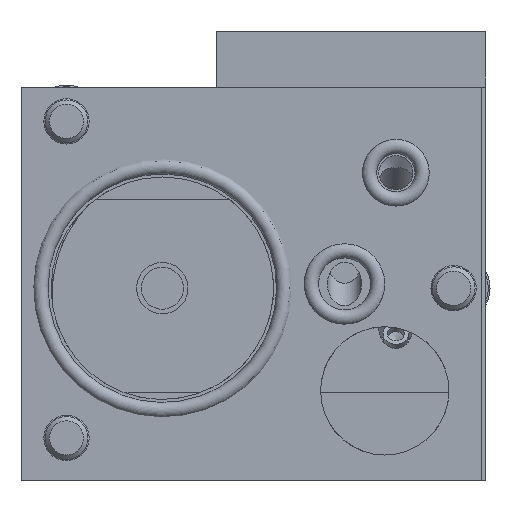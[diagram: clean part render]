
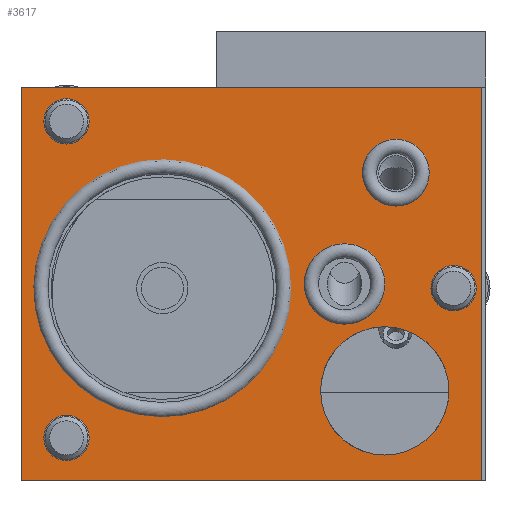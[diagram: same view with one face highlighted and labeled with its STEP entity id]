
A CAD part, front view. The second image highlights one B-rep face of the part: STEP entity #3617.
In plain terms, the highlighted planar face has unit normal (0, -1, 0).
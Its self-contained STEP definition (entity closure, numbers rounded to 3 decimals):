
#141=PLANE('',#3874);
#259=LINE('',#5193,#404);
#263=LINE('',#5203,#408);
#265=LINE('',#5206,#410);
#270=LINE('',#5235,#415);
#404=VECTOR('',#4295,1000.);
#408=VECTOR('',#4305,1000.);
#410=VECTOR('',#4309,1000.);
#415=VECTOR('',#4338,1000.);
#521=CIRCLE('',#3832,2.65);
#541=CIRCLE('',#3875,7.5);
#542=CIRCLE('',#3876,14.825);
#543=CIRCLE('',#3877,4.7);
#544=CIRCLE('',#3878,3.9);
#545=CIRCLE('',#3879,2.65);
#546=CIRCLE('',#3880,2.65);
#741=ORIENTED_EDGE('',*,*,#1373,.T.);
#742=ORIENTED_EDGE('',*,*,#1374,.T.);
#743=ORIENTED_EDGE('',*,*,#1305,.F.);
#744=ORIENTED_EDGE('',*,*,#1375,.T.);
#745=ORIENTED_EDGE('',*,*,#1376,.T.);
#746=ORIENTED_EDGE('',*,*,#1377,.F.);
#747=ORIENTED_EDGE('',*,*,#1378,.F.);
#748=ORIENTED_EDGE('',*,*,#1362,.T.);
#749=ORIENTED_EDGE('',*,*,#1379,.T.);
#750=ORIENTED_EDGE('',*,*,#1364,.T.);
#751=ORIENTED_EDGE('',*,*,#1357,.T.);
#1305=EDGE_CURVE('',#1629,#1629,#521,.T.);
#1357=EDGE_CURVE('',#1676,#1678,#259,.T.);
#1362=EDGE_CURVE('',#1678,#1681,#263,.T.);
#1364=EDGE_CURVE('',#1682,#1676,#265,.T.);
#1373=EDGE_CURVE('',#1688,#1688,#541,.T.);
#1374=EDGE_CURVE('',#1689,#1689,#542,.T.);
#1375=EDGE_CURVE('',#1690,#1690,#543,.T.);
#1376=EDGE_CURVE('',#1691,#1691,#544,.T.);
#1377=EDGE_CURVE('',#1692,#1692,#545,.T.);
#1378=EDGE_CURVE('',#1693,#1693,#546,.T.);
#1379=EDGE_CURVE('',#1681,#1682,#270,.T.);
#1629=VERTEX_POINT('',#5072);
#1676=VERTEX_POINT('',#5188);
#1678=VERTEX_POINT('',#5192);
#1681=VERTEX_POINT('',#5202);
#1682=VERTEX_POINT('',#5207);
#1688=VERTEX_POINT('',#5224);
#1689=VERTEX_POINT('',#5226);
#1690=VERTEX_POINT('',#5228);
#1691=VERTEX_POINT('',#5230);
#1692=VERTEX_POINT('',#5232);
#1693=VERTEX_POINT('',#5234);
#1949=EDGE_LOOP('',(#741));
#1950=EDGE_LOOP('',(#742));
#1951=EDGE_LOOP('',(#743));
#1952=EDGE_LOOP('',(#744));
#1953=EDGE_LOOP('',(#745));
#1954=EDGE_LOOP('',(#746));
#1955=EDGE_LOOP('',(#747));
#1956=EDGE_LOOP('',(#748,#749,#750,#751));
#2263=FACE_BOUND('',#1949,.T.);
#2264=FACE_BOUND('',#1950,.T.);
#2265=FACE_BOUND('',#1951,.T.);
#2266=FACE_BOUND('',#1952,.T.);
#2267=FACE_BOUND('',#1953,.T.);
#2268=FACE_BOUND('',#1954,.T.);
#2269=FACE_BOUND('',#1955,.T.);
#2270=FACE_BOUND('',#1956,.T.);
#3617=ADVANCED_FACE('',(#2263,#2264,#2265,#2266,#2267,#2268,#2269,#2270),
#141,.T.);
#3832=AXIS2_PLACEMENT_3D('',#5071,#4201,#4202);
#3874=AXIS2_PLACEMENT_3D('',#5222,#4324,#4325);
#3875=AXIS2_PLACEMENT_3D('',#5223,#4326,#4327);
#3876=AXIS2_PLACEMENT_3D('',#5225,#4328,#4329);
#3877=AXIS2_PLACEMENT_3D('',#5227,#4330,#4331);
#3878=AXIS2_PLACEMENT_3D('',#5229,#4332,#4333);
#3879=AXIS2_PLACEMENT_3D('',#5231,#4334,#4335);
#3880=AXIS2_PLACEMENT_3D('',#5233,#4336,#4337);
#4201=DIRECTION('',(0.,-1.,0.));
#4202=DIRECTION('',(1.,0.,0.));
#4295=DIRECTION('',(0.,0.,-1.));
#4305=DIRECTION('',(1.,0.,0.));
#4309=DIRECTION('',(-1.,0.,0.));
#4324=DIRECTION('',(0.,-1.,0.));
#4325=DIRECTION('',(0.,0.,-1.));
#4326=DIRECTION('',(0.,1.,0.));
#4327=DIRECTION('',(0.,0.,-1.));
#4328=DIRECTION('',(0.,1.,0.));
#4329=DIRECTION('',(0.,0.,-1.));
#4330=DIRECTION('',(0.,1.,0.));
#4331=DIRECTION('',(0.,0.,-1.));
#4332=DIRECTION('',(0.,1.,0.));
#4333=DIRECTION('',(0.,0.,-1.));
#4334=DIRECTION('',(0.,-1.,0.));
#4335=DIRECTION('',(1.,0.,0.));
#4336=DIRECTION('',(0.,-1.,0.));
#4337=DIRECTION('',(1.,0.,0.));
#4338=DIRECTION('',(0.,0.,1.));
#5071=CARTESIAN_POINT('',(-3.75,0.,22.5));
#5072=CARTESIAN_POINT('',(-1.1,0.,22.5));
#5188=CARTESIAN_POINT('',(-54.2,0.,46.));
#5192=CARTESIAN_POINT('',(-54.2,0.,0.));
#5193=CARTESIAN_POINT('',(-54.2,0.,46.));
#5202=CARTESIAN_POINT('',(-0.5,0.,0.));
#5203=CARTESIAN_POINT('',(-54.2,0.,0.));
#5206=CARTESIAN_POINT('',(0.,0.,46.));
#5207=CARTESIAN_POINT('',(-0.5,0.,46.));
#5222=CARTESIAN_POINT('',(0.,0.,0.));
#5223=CARTESIAN_POINT('',(-11.8,0.,10.5));
#5224=CARTESIAN_POINT('',(-11.8,0.,3.));
#5225=CARTESIAN_POINT('',(-37.8,0.,22.5));
#5226=CARTESIAN_POINT('',(-37.8,0.,7.675));
#5227=CARTESIAN_POINT('',(-16.5,0.,23.));
#5228=CARTESIAN_POINT('',(-16.5,0.,18.3));
#5229=CARTESIAN_POINT('',(-10.5,0.,36.));
#5230=CARTESIAN_POINT('',(-10.5,0.,32.1));
#5231=CARTESIAN_POINT('',(-49.,0.,42.));
#5232=CARTESIAN_POINT('',(-46.35,0.,42.));
#5233=CARTESIAN_POINT('',(-49.,0.,5.));
#5234=CARTESIAN_POINT('',(-46.35,0.,5.));
#5235=CARTESIAN_POINT('',(-0.5,0.,0.));
